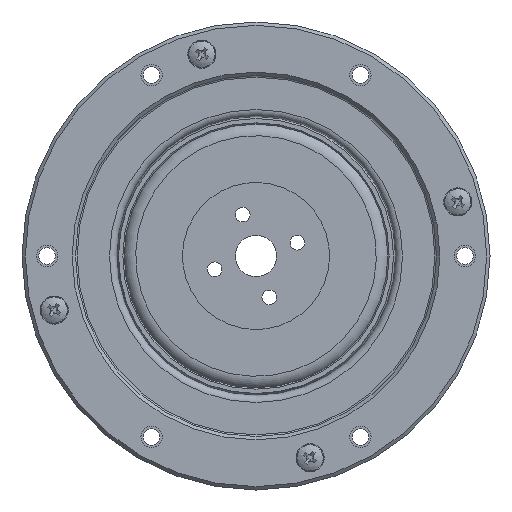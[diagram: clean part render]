
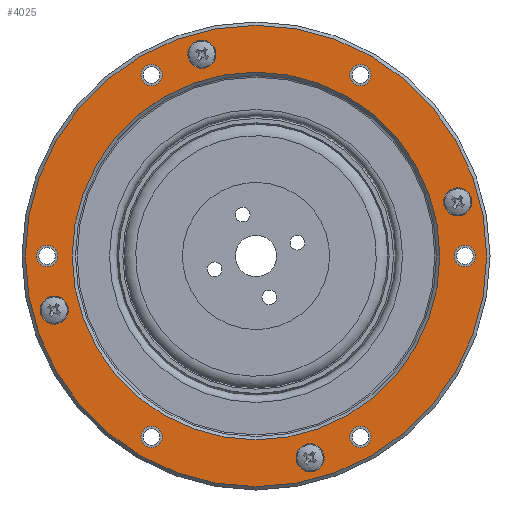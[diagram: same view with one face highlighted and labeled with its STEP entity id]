
A CAD part, left-side view. The second image highlights one B-rep face of the part: STEP entity #4025.
In plain terms, the highlighted planar face has unit normal (-1, 0, 0).
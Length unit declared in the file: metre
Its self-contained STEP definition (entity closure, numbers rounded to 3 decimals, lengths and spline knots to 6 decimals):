
#790=ORIENTED_EDGE('',*,*,#1698,.F.);
#791=ORIENTED_EDGE('',*,*,#1699,.T.);
#792=ORIENTED_EDGE('',*,*,#1700,.T.);
#793=ORIENTED_EDGE('',*,*,#1701,.T.);
#794=ORIENTED_EDGE('',*,*,#1702,.T.);
#795=ORIENTED_EDGE('',*,*,#1703,.T.);
#796=ORIENTED_EDGE('',*,*,#1704,.T.);
#797=ORIENTED_EDGE('',*,*,#1705,.F.);
#798=ORIENTED_EDGE('',*,*,#1706,.F.);
#799=ORIENTED_EDGE('',*,*,#1707,.F.);
#800=ORIENTED_EDGE('',*,*,#1708,.T.);
#801=ORIENTED_EDGE('',*,*,#1709,.T.);
#1698=EDGE_CURVE('',#2152,#2152,#2544,.T.);
#1699=EDGE_CURVE('',#2153,#2153,#2545,.T.);
#1700=EDGE_CURVE('',#2154,#2154,#2546,.T.);
#1701=EDGE_CURVE('',#2155,#2155,#2547,.T.);
#1702=EDGE_CURVE('',#2156,#2156,#2548,.T.);
#1703=EDGE_CURVE('',#2157,#2157,#2549,.T.);
#1704=EDGE_CURVE('',#2158,#2158,#2550,.T.);
#1705=EDGE_CURVE('',#2159,#2159,#2551,.T.);
#1706=EDGE_CURVE('',#2160,#2160,#2552,.T.);
#1707=EDGE_CURVE('',#2161,#2161,#2553,.T.);
#1708=EDGE_CURVE('',#2162,#2162,#2554,.T.);
#1709=EDGE_CURVE('',#2163,#2163,#2555,.T.);
#2152=VERTEX_POINT('',#6622);
#2153=VERTEX_POINT('',#6624);
#2154=VERTEX_POINT('',#6626);
#2155=VERTEX_POINT('',#6628);
#2156=VERTEX_POINT('',#6630);
#2157=VERTEX_POINT('',#6632);
#2158=VERTEX_POINT('',#6634);
#2159=VERTEX_POINT('',#6636);
#2160=VERTEX_POINT('',#6638);
#2161=VERTEX_POINT('',#6640);
#2162=VERTEX_POINT('',#6642);
#2163=VERTEX_POINT('',#6644);
#2544=CIRCLE('',#4501,0.0021);
#2545=CIRCLE('',#4502,0.0016);
#2546=CIRCLE('',#4503,0.0016);
#2547=CIRCLE('',#4504,0.0016);
#2548=CIRCLE('',#4505,0.0016);
#2549=CIRCLE('',#4506,0.0016);
#2550=CIRCLE('',#4507,0.0016);
#2551=CIRCLE('',#4508,0.0021);
#2552=CIRCLE('',#4509,0.0021);
#2553=CIRCLE('',#4510,0.0021);
#2554=CIRCLE('',#4511,0.0275);
#2555=CIRCLE('',#4512,0.0345);
#2866=EDGE_LOOP('',(#790));
#2867=EDGE_LOOP('',(#791));
#2868=EDGE_LOOP('',(#792));
#2869=EDGE_LOOP('',(#793));
#2870=EDGE_LOOP('',(#794));
#2871=EDGE_LOOP('',(#795));
#2872=EDGE_LOOP('',(#796));
#2873=EDGE_LOOP('',(#797));
#2874=EDGE_LOOP('',(#798));
#2875=EDGE_LOOP('',(#799));
#2876=EDGE_LOOP('',(#800));
#2877=EDGE_LOOP('',(#801));
#3405=FACE_BOUND('',#2866,.T.);
#3406=FACE_BOUND('',#2867,.T.);
#3407=FACE_BOUND('',#2868,.T.);
#3408=FACE_BOUND('',#2869,.T.);
#3409=FACE_BOUND('',#2870,.T.);
#3410=FACE_BOUND('',#2871,.T.);
#3411=FACE_BOUND('',#2872,.T.);
#3412=FACE_BOUND('',#2873,.T.);
#3413=FACE_BOUND('',#2874,.T.);
#3414=FACE_BOUND('',#2875,.T.);
#3415=FACE_BOUND('',#2876,.T.);
#3416=FACE_BOUND('',#2877,.T.);
#3944=PLANE('',#4500);
#4025=ADVANCED_FACE('',(#3405,#3406,#3407,#3408,#3409,#3410,#3411,#3412,
#3413,#3414,#3415,#3416),#3944,.F.);
#4500=AXIS2_PLACEMENT_3D('',#6620,#5205,#5206);
#4501=AXIS2_PLACEMENT_3D('',#6621,#5207,#5208);
#4502=AXIS2_PLACEMENT_3D('',#6623,#5209,#5210);
#4503=AXIS2_PLACEMENT_3D('',#6625,#5211,#5212);
#4504=AXIS2_PLACEMENT_3D('',#6627,#5213,#5214);
#4505=AXIS2_PLACEMENT_3D('',#6629,#5215,#5216);
#4506=AXIS2_PLACEMENT_3D('',#6631,#5217,#5218);
#4507=AXIS2_PLACEMENT_3D('',#6633,#5219,#5220);
#4508=AXIS2_PLACEMENT_3D('',#6635,#5221,#5222);
#4509=AXIS2_PLACEMENT_3D('',#6637,#5223,#5224);
#4510=AXIS2_PLACEMENT_3D('',#6639,#5225,#5226);
#4511=AXIS2_PLACEMENT_3D('',#6641,#5227,#5228);
#4512=AXIS2_PLACEMENT_3D('',#6643,#5229,#5230);
#5205=DIRECTION('',(1.,0.,0.));
#5206=DIRECTION('',(0.,0.,-1.));
#5207=DIRECTION('',(-1.,0.,0.));
#5208=DIRECTION('',(0.,0.,1.));
#5209=DIRECTION('',(1.,0.,0.));
#5210=DIRECTION('',(0.,0.,-1.));
#5211=DIRECTION('',(1.,0.,0.));
#5212=DIRECTION('',(0.,0.,-1.));
#5213=DIRECTION('',(1.,0.,0.));
#5214=DIRECTION('',(0.,0.,-1.));
#5215=DIRECTION('',(1.,0.,0.));
#5216=DIRECTION('',(0.,0.,-1.));
#5217=DIRECTION('',(1.,0.,0.));
#5218=DIRECTION('',(0.,0.,-1.));
#5219=DIRECTION('',(1.,0.,0.));
#5220=DIRECTION('',(0.,0.,-1.));
#5221=DIRECTION('',(-1.,0.,0.));
#5222=DIRECTION('',(0.,0.,1.));
#5223=DIRECTION('',(-1.,0.,0.));
#5224=DIRECTION('',(0.,0.,1.));
#5225=DIRECTION('',(-1.,0.,0.));
#5226=DIRECTION('',(0.,0.,1.));
#5227=DIRECTION('',(1.,0.,0.));
#5228=DIRECTION('',(0.,0.,-1.));
#5229=DIRECTION('',(-1.,0.,0.));
#5230=DIRECTION('',(0.,0.,-1.));
#6620=CARTESIAN_POINT('',(0.,0.035,0.));
#6621=CARTESIAN_POINT('',(0.,-0.030185,-0.008088));
#6622=CARTESIAN_POINT('',(0.,-0.030185,-0.005988));
#6623=CARTESIAN_POINT('',(0.,0.03125,0.));
#6624=CARTESIAN_POINT('',(0.,0.03125,-0.0016));
#6625=CARTESIAN_POINT('',(0.,0.015625,-0.027063));
#6626=CARTESIAN_POINT('',(0.,0.015625,-0.028663));
#6627=CARTESIAN_POINT('',(0.,-0.015625,-0.027063));
#6628=CARTESIAN_POINT('',(0.,-0.015625,-0.028663));
#6629=CARTESIAN_POINT('',(0.,-0.03125,0.));
#6630=CARTESIAN_POINT('',(0.,-0.03125,-0.0016));
#6631=CARTESIAN_POINT('',(0.,-0.015625,0.027063));
#6632=CARTESIAN_POINT('',(0.,-0.015625,0.025463));
#6633=CARTESIAN_POINT('',(0.,0.015625,0.027063));
#6634=CARTESIAN_POINT('',(0.,0.015625,0.025463));
#6635=CARTESIAN_POINT('',(0.,0.030185,0.008088));
#6636=CARTESIAN_POINT('',(0.,0.030185,0.010188));
#6637=CARTESIAN_POINT('',(0.,0.008088,-0.030185));
#6638=CARTESIAN_POINT('',(0.,0.008088,-0.028085));
#6639=CARTESIAN_POINT('',(0.,-0.008088,0.030185));
#6640=CARTESIAN_POINT('',(0.,-0.008088,0.032285));
#6641=CARTESIAN_POINT('',(0.,0.,0.));
#6642=CARTESIAN_POINT('',(0.,0.,-0.0275));
#6643=CARTESIAN_POINT('',(0.,0.,0.));
#6644=CARTESIAN_POINT('',(0.,0.,-0.0345));
